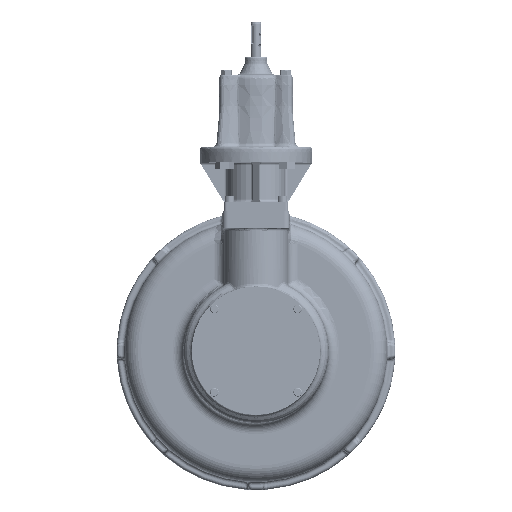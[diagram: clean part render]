
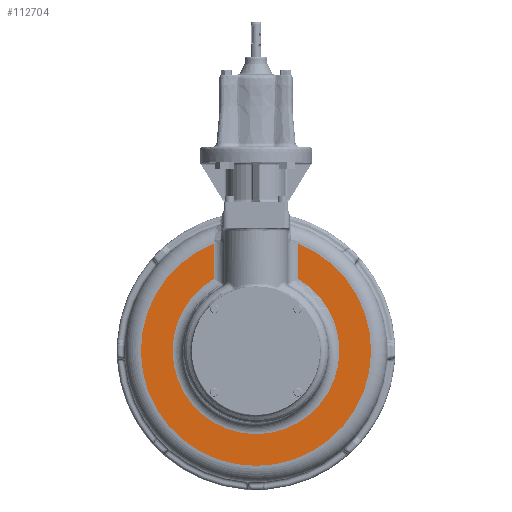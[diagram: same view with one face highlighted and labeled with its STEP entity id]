
A CAD part, top view. The second image highlights one B-rep face of the part: STEP entity #112704.
In plain terms, the highlighted planar face has unit normal (0, 0, 1).
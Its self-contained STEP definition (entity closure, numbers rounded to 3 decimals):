
#4416=LINE('',#171611,#10440);
#4417=LINE('',#171615,#10441);
#10440=VECTOR('',#134692,1000.);
#10441=VECTOR('',#134695,1000.);
#22719=ORIENTED_EDGE('',*,*,#58099,.T.);
#22720=ORIENTED_EDGE('',*,*,#58197,.T.);
#22721=ORIENTED_EDGE('',*,*,#58198,.T.);
#22722=ORIENTED_EDGE('',*,*,#58199,.T.);
#58099=EDGE_CURVE('',#75953,#75966,#87442,.T.);
#58197=EDGE_CURVE('',#75966,#76061,#4416,.F.);
#58198=EDGE_CURVE('',#76061,#76062,#87522,.F.);
#58199=EDGE_CURVE('',#76062,#75953,#4417,.T.);
#75953=VERTEX_POINT('',#171176);
#75966=VERTEX_POINT('',#171256);
#76061=VERTEX_POINT('',#171612);
#76062=VERTEX_POINT('',#171614);
#87442=CIRCLE('',#119589,155.789);
#87522=CIRCLE('',#119696,215.);
#95252=EDGE_LOOP('',(#22719,#22720,#22721,#22722));
#102794=FACE_BOUND('',#95252,.T.);
#109973=PLANE('',#119695);
#112704=ADVANCED_FACE('',(#102794),#109973,.F.);
#119589=AXIS2_PLACEMENT_3D('',#171255,#134478,#134479);
#119695=AXIS2_PLACEMENT_3D('',#171610,#134690,#134691);
#119696=AXIS2_PLACEMENT_3D('',#171613,#134693,#134694);
#134478=DIRECTION('',(0.,0.,-1.));
#134479=DIRECTION('',(1.,0.,0.));
#134690=DIRECTION('',(0.,0.,-1.));
#134691=DIRECTION('',(1.,0.,0.));
#134692=DIRECTION('',(0.,-1.,0.));
#134693=DIRECTION('',(0.,0.,-1.));
#134694=DIRECTION('',(1.,0.,0.));
#134695=DIRECTION('',(0.,-1.,0.));
#171176=CARTESIAN_POINT('',(79.26,134.12,-3.3));
#171255=CARTESIAN_POINT('',(0.,0.,-3.3));
#171256=CARTESIAN_POINT('',(-79.26,134.12,-3.3));
#171610=CARTESIAN_POINT('',(0.,0.,
-3.3));
#171611=CARTESIAN_POINT('',(-79.26,206.165,-3.3));
#171612=CARTESIAN_POINT('',(-79.26,199.857,-3.3));
#171613=CARTESIAN_POINT('',(0.,0.,-3.3));
#171614=CARTESIAN_POINT('',(79.26,199.857,-3.3));
#171615=CARTESIAN_POINT('',(79.26,122.084,-3.3));
